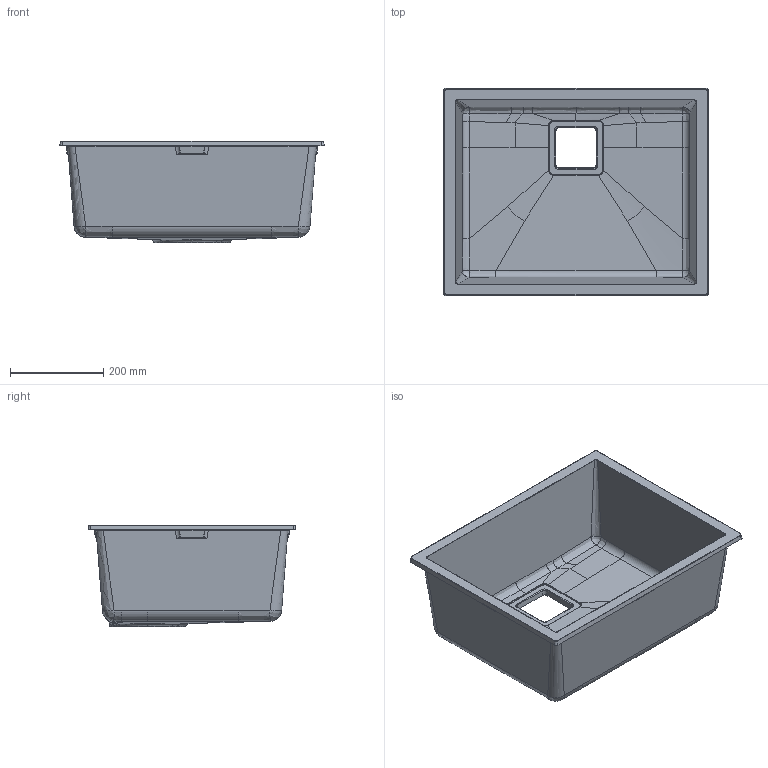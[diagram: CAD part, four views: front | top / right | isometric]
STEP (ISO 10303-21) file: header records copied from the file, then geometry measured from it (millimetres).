
FILE_DESCRIPTION(/* description */ (''),/* implementation_level */ '2;1');
FILE_NAME(/* name */ 'MA9F6N~2',/* time_stamp */ '2022-03-23T14:37:39+01:00',/* author */ (''),/* organization */ (''),/* preprocessor_version */ 'ST-DEVELOPER v16.5',/* originating_system */ '',/* authorisation */ '');
FILE_SCHEMA (('AUTOMOTIVE_DESIGN'));
Length unit declared in the file: millimetre
Products named in the file (1): Document
Bounding box: 565.92 x 444.73 x 217.15 mm (x, y, z)
Volume: 5082749.1 mm3; surface area: 1126090.8 mm2
Topology: 1 solids, 1 shells, 286 faces, 669 edges, 383 vertices
Faces by surface type: bspline 240, plane 46
Entity records: 17024 total; most frequent: CARTESIAN_POINT 13074, ORIENTED_EDGE 1330, EDGE_CURVE 665, B_SPLINE_CURVE_WITH_KNOTS 497, VERTEX_POINT 383, EDGE_LOOP 290, ADVANCED_FACE 286, FACE_OUTER_BOUND 286
